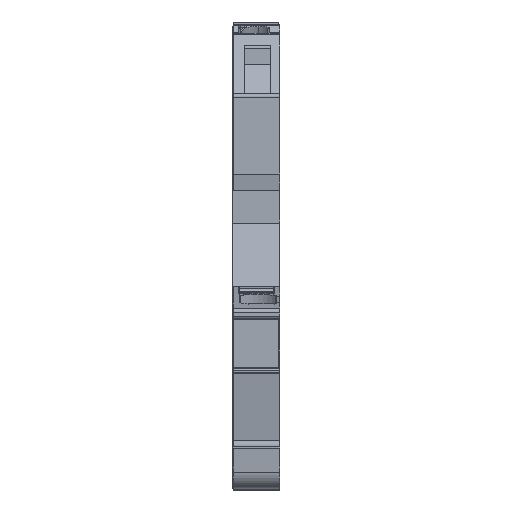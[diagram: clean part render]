
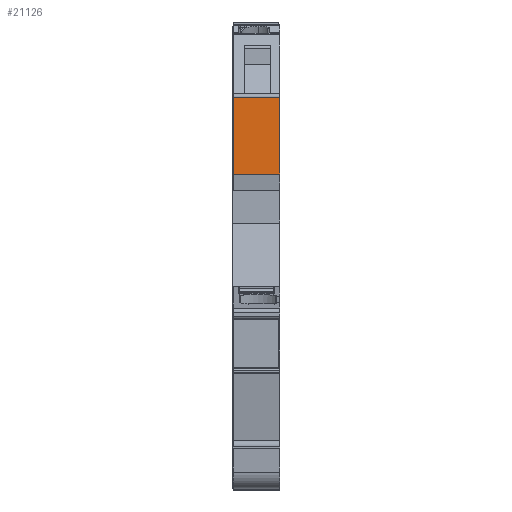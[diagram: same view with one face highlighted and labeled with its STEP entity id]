
A CAD part, front view. The second image highlights one B-rep face of the part: STEP entity #21126.
In plain terms, the highlighted planar face has unit normal (0, -1, 0).
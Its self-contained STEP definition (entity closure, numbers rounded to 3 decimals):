
#21113=AXIS2_PLACEMENT_3D('Plane Axis2P3D',#21110,#21111,#21112) ;
#9480=CARTESIAN_POINT('Vertex',(5.15,11.876,42.41)) ;
#9483=CARTESIAN_POINT('Line Origine',(5.15,11.876,38.257)) ;
#9487=CARTESIAN_POINT('Vertex',(5.15,11.876,34.105)) ;
#10207=CARTESIAN_POINT('Vertex',(0.1,11.876,34.105)) ;
#10210=CARTESIAN_POINT('Line Origine',(0.1,11.876,38.257)) ;
#10214=CARTESIAN_POINT('Vertex',(0.1,11.876,42.41)) ;
#21098=CARTESIAN_POINT('Line Origine',(2.6,11.876,42.41)) ;
#21110=CARTESIAN_POINT('Axis2P3D Location',(0.05,11.876,34.105)) ;
#21115=CARTESIAN_POINT('Line Origine',(2.625,11.876,34.105)) ;
#9484=DIRECTION('Vector Direction',(0.,0.,1.)) ;
#10211=DIRECTION('Vector Direction',(0.,0.,1.)) ;
#21099=DIRECTION('Vector Direction',(1.,0.,0.)) ;
#21111=DIRECTION('Axis2P3D Direction',(0.,1.,0.)) ;
#21112=DIRECTION('Axis2P3D XDirection',(0.,0.,1.)) ;
#21116=DIRECTION('Vector Direction',(1.,0.,0.)) ;
#9485=VECTOR('Line Direction',#9484,1.) ;
#10212=VECTOR('Line Direction',#10211,1.) ;
#21100=VECTOR('Line Direction',#21099,1.) ;
#21117=VECTOR('Line Direction',#21116,1.) ;
#21121=ORIENTED_EDGE('',*,*,#10216,.F.) ;
#21122=ORIENTED_EDGE('',*,*,#21119,.T.) ;
#21123=ORIENTED_EDGE('',*,*,#9489,.T.) ;
#21124=ORIENTED_EDGE('',*,*,#21102,.F.) ;
#21126=ADVANCED_FACE('MLD_AITB_2-5',(#21125),#21114,.F.) ;
#9489=EDGE_CURVE('',#9488,#9481,#9486,.T.) ;
#10216=EDGE_CURVE('',#10208,#10215,#10213,.T.) ;
#21102=EDGE_CURVE('',#10215,#9481,#21101,.T.) ;
#21119=EDGE_CURVE('',#10208,#9488,#21118,.T.) ;
#21120=EDGE_LOOP('',(#21121,#21122,#21123,#21124)) ;
#21125=FACE_OUTER_BOUND('',#21120,.T.) ;
#9486=LINE('Line',#9483,#9485) ;
#10213=LINE('Line',#10210,#10212) ;
#21101=LINE('Line',#21098,#21100) ;
#21118=LINE('Line',#21115,#21117) ;
#21114=PLANE('',#21113) ;
#9481=VERTEX_POINT('',#9480) ;
#9488=VERTEX_POINT('',#9487) ;
#10208=VERTEX_POINT('',#10207) ;
#10215=VERTEX_POINT('',#10214) ;
